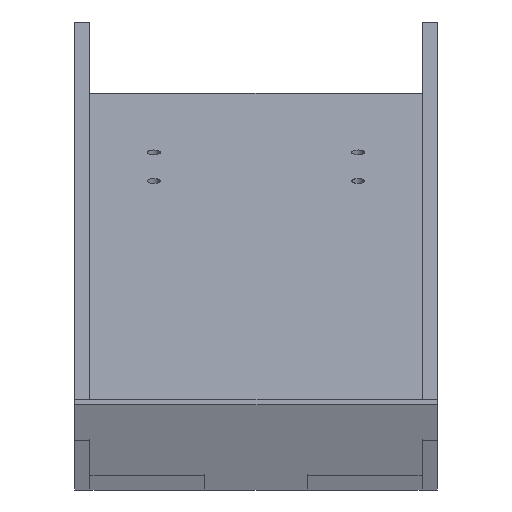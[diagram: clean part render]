
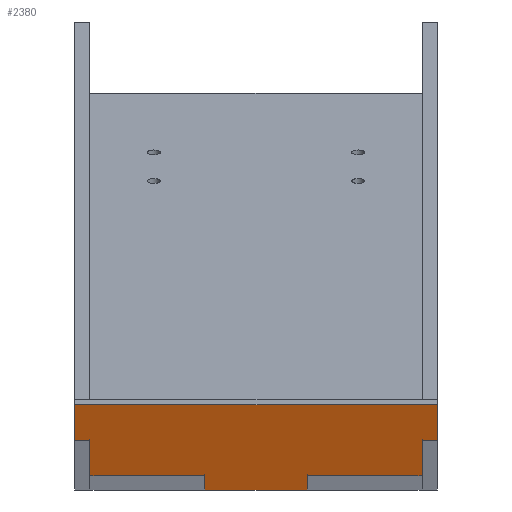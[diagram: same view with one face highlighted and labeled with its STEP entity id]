
A CAD part, left-side view. The second image highlights one B-rep face of the part: STEP entity #2380.
In plain terms, the highlighted planar face has unit normal (-0.927, 0, -0.375).
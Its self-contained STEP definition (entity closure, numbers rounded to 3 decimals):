
#158=PLANE('',#2539);
#279=FACE_OUTER_BOUND('',#416,.T.);
#416=EDGE_LOOP('',(#2233,#2234,#2235,#2236,#2237,#2238,#2239,#2240,#2241,
#2242,#2243,#2244));
#691=LINE('',#3732,#1000);
#695=LINE('',#3740,#1004);
#698=LINE('',#3746,#1007);
#701=LINE('',#3752,#1010);
#704=LINE('',#3758,#1013);
#707=LINE('',#3764,#1016);
#710=LINE('',#3770,#1019);
#713=LINE('',#3776,#1022);
#716=LINE('',#3782,#1025);
#719=LINE('',#3788,#1028);
#722=LINE('',#3794,#1031);
#725=LINE('',#3799,#1034);
#1000=VECTOR('',#3072,10.);
#1004=VECTOR('',#3078,10.);
#1007=VECTOR('',#3083,10.);
#1010=VECTOR('',#3088,10.);
#1013=VECTOR('',#3093,10.);
#1016=VECTOR('',#3098,10.);
#1019=VECTOR('',#3103,10.);
#1022=VECTOR('',#3108,10.);
#1025=VECTOR('',#3113,10.);
#1028=VECTOR('',#3118,10.);
#1031=VECTOR('',#3123,10.);
#1034=VECTOR('',#3128,10.);
#1246=VERTEX_POINT('',#3730);
#1247=VERTEX_POINT('',#3731);
#1250=VERTEX_POINT('',#3739);
#1252=VERTEX_POINT('',#3745);
#1254=VERTEX_POINT('',#3751);
#1256=VERTEX_POINT('',#3757);
#1258=VERTEX_POINT('',#3763);
#1260=VERTEX_POINT('',#3769);
#1262=VERTEX_POINT('',#3775);
#1264=VERTEX_POINT('',#3781);
#1266=VERTEX_POINT('',#3787);
#1268=VERTEX_POINT('',#3793);
#1563=EDGE_CURVE('',#1246,#1247,#691,.T.);
#1567=EDGE_CURVE('',#1247,#1250,#695,.T.);
#1570=EDGE_CURVE('',#1252,#1250,#698,.T.);
#1573=EDGE_CURVE('',#1254,#1252,#701,.T.);
#1576=EDGE_CURVE('',#1256,#1254,#704,.T.);
#1579=EDGE_CURVE('',#1258,#1256,#707,.T.);
#1582=EDGE_CURVE('',#1260,#1258,#710,.T.);
#1585=EDGE_CURVE('',#1262,#1260,#713,.T.);
#1588=EDGE_CURVE('',#1264,#1262,#716,.T.);
#1591=EDGE_CURVE('',#1266,#1264,#719,.T.);
#1594=EDGE_CURVE('',#1266,#1268,#722,.T.);
#1597=EDGE_CURVE('',#1268,#1246,#725,.T.);
#2233=ORIENTED_EDGE('',*,*,#1597,.T.);
#2234=ORIENTED_EDGE('',*,*,#1563,.T.);
#2235=ORIENTED_EDGE('',*,*,#1567,.T.);
#2236=ORIENTED_EDGE('',*,*,#1570,.F.);
#2237=ORIENTED_EDGE('',*,*,#1573,.F.);
#2238=ORIENTED_EDGE('',*,*,#1576,.F.);
#2239=ORIENTED_EDGE('',*,*,#1579,.F.);
#2240=ORIENTED_EDGE('',*,*,#1582,.F.);
#2241=ORIENTED_EDGE('',*,*,#1585,.F.);
#2242=ORIENTED_EDGE('',*,*,#1588,.F.);
#2243=ORIENTED_EDGE('',*,*,#1591,.F.);
#2244=ORIENTED_EDGE('',*,*,#1594,.T.);
#2380=ADVANCED_FACE('',(#279),#158,.T.);
#2539=AXIS2_PLACEMENT_3D('',#3801,#3130,#3131);
#3072=DIRECTION('',(-0.375,0.,0.927));
#3078=DIRECTION('',(0.,1.,0.));
#3083=DIRECTION('',(-0.375,0.,0.927));
#3088=DIRECTION('',(0.,1.,0.));
#3093=DIRECTION('',(-0.375,0.,0.927));
#3098=DIRECTION('',(0.,1.,0.));
#3103=DIRECTION('',(-0.375,0.,0.927));
#3108=DIRECTION('',(0.,1.,0.));
#3113=DIRECTION('',(0.375,0.,-0.927));
#3118=DIRECTION('',(0.,1.,0.));
#3123=DIRECTION('',(-0.375,0.,0.927));
#3128=DIRECTION('',(0.,-1.,0.));
#3130=DIRECTION('center_axis',(-0.927,0.,
-0.375));
#3131=DIRECTION('ref_axis',(0.,-1.,0.));
#3730=CARTESIAN_POINT('',(-282.381,-6.,-91.44));
#3731=CARTESIAN_POINT('',(-288.,-6.,-77.532));
#3732=CARTESIAN_POINT('',(-282.381,-6.,-91.44));
#3739=CARTESIAN_POINT('',(-288.,136.,-77.532));
#3740=CARTESIAN_POINT('',(-288.,-6.,-77.532));
#3745=CARTESIAN_POINT('',(-282.381,136.,-91.44));
#3746=CARTESIAN_POINT('',(-282.381,136.,-91.44));
#3751=CARTESIAN_POINT('',(-282.381,130.,-91.44));
#3752=CARTESIAN_POINT('',(-282.381,130.,-91.44));
#3757=CARTESIAN_POINT('',(-276.762,130.,-105.348));
#3758=CARTESIAN_POINT('',(-274.514,130.,-110.911));
#3763=CARTESIAN_POINT('',(-276.762,85.,-105.348));
#3764=CARTESIAN_POINT('',(-276.762,0.,-105.348));
#3769=CARTESIAN_POINT('',(-274.514,85.,-110.911));
#3770=CARTESIAN_POINT('',(-274.514,85.,-110.911));
#3775=CARTESIAN_POINT('',(-274.514,45.,-110.911));
#3776=CARTESIAN_POINT('',(-274.514,45.,-110.911));
#3781=CARTESIAN_POINT('',(-276.762,45.,-105.348));
#3782=CARTESIAN_POINT('',(-276.762,45.,-105.348));
#3787=CARTESIAN_POINT('',(-276.762,0.,-105.348));
#3788=CARTESIAN_POINT('',(-276.762,0.,-105.348));
#3793=CARTESIAN_POINT('',(-282.381,0.,-91.44));
#3794=CARTESIAN_POINT('',(-274.514,0.,-110.911));
#3799=CARTESIAN_POINT('',(-282.381,0.,-91.44));
#3801=CARTESIAN_POINT('Origin',(-281.257,65.,-94.222));
